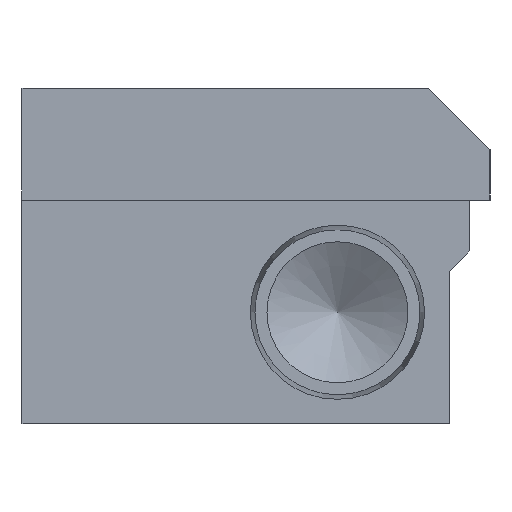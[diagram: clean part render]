
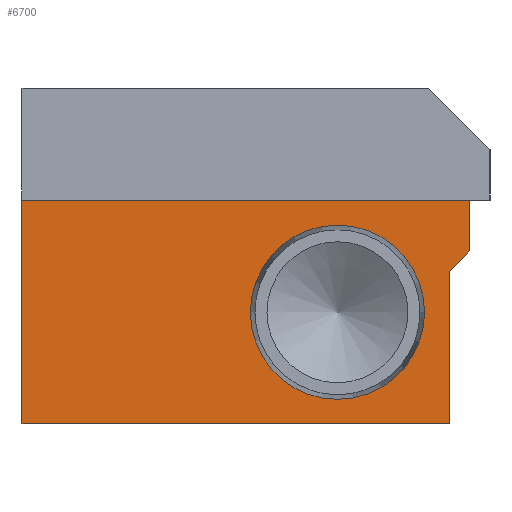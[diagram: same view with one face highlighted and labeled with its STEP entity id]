
A CAD part, left-side view. The second image highlights one B-rep face of the part: STEP entity #6700.
In plain terms, the highlighted planar face has unit normal (-1, 0, 0).
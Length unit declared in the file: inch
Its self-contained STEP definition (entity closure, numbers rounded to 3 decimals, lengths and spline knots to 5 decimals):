
#5882=CARTESIAN_POINT('',(-4.1513,1.40318,-0.3445));
#5883=VERTEX_POINT('',#5882);
#5884=CARTESIAN_POINT('',(-4.1513,1.67069,-0.3445));
#5885=DIRECTION('',(1.0,0.0,0.0));
#5886=DIRECTION('',(0.0,1.0,0.0));
#5887=AXIS2_PLACEMENT_3D('',#5884,#5885,#5886);
#5888=CIRCLE('',#5887,0.26751);
#5889=EDGE_CURVE('',#5883,#5883,#5888,.T.);
#6541=CARTESIAN_POINT('',(-4.1513,2.63969,-0.6875));
#6542=VERTEX_POINT('',#6541);
#6559=CARTESIAN_POINT('',(-4.1513,1.32769,-0.6875));
#6560=VERTEX_POINT('',#6559);
#6567=CARTESIAN_POINT('',(-4.1513,1.32769,-0.6875));
#6568=DIRECTION('',(0.0,1.0,0.0));
#6569=VECTOR('',#6568,1.312);
#6570=LINE('',#6567,#6569);
#6571=EDGE_CURVE('',#6560,#6542,#6570,.T.);
#6651=CARTESIAN_POINT('',(-4.1513,1.80444,-0.3445));
#6652=DIRECTION('',(-1.0,0.0,0.0));
#6653=DIRECTION('',(0.0,0.0,1.0));
#6654=AXIS2_PLACEMENT_3D('',#6651,#6652,#6653);
#6655=PLANE('',#6654);
#6656=CARTESIAN_POINT('',(-4.1513,1.26469,-0.15625));
#6657=VERTEX_POINT('',#6656);
#6658=CARTESIAN_POINT('',(-4.1513,1.32769,-0.21925));
#6659=VERTEX_POINT('',#6658);
#6660=CARTESIAN_POINT('',(-4.1513,1.26469,-0.15625));
#6661=DIRECTION('',(0.0,0.707,-0.707));
#6662=VECTOR('',#6661,0.0891);
#6663=LINE('',#6660,#6662);
#6664=EDGE_CURVE('',#6657,#6659,#6663,.T.);
#6665=ORIENTED_EDGE('',*,*,#6664,.F.);
#6666=CARTESIAN_POINT('',(-4.1513,1.26469,0.0));
#6667=VERTEX_POINT('',#6666);
#6668=CARTESIAN_POINT('',(-4.1513,1.26469,0.0));
#6669=DIRECTION('',(0.0,0.0,-1.0));
#6670=VECTOR('',#6669,0.15625);
#6671=LINE('',#6668,#6670);
#6672=EDGE_CURVE('',#6667,#6657,#6671,.T.);
#6673=ORIENTED_EDGE('',*,*,#6672,.F.);
#6674=CARTESIAN_POINT('',(-4.1513,2.63969,0.0));
#6675=VERTEX_POINT('',#6674);
#6676=CARTESIAN_POINT('',(-4.1513,2.63969,0.0));
#6677=DIRECTION('',(0.0,-1.0,0.0));
#6678=VECTOR('',#6677,1.375);
#6679=LINE('',#6676,#6678);
#6680=EDGE_CURVE('',#6675,#6667,#6679,.T.);
#6681=ORIENTED_EDGE('',*,*,#6680,.F.);
#6682=CARTESIAN_POINT('',(-4.1513,2.63969,-0.6875));
#6683=DIRECTION('',(0.0,0.0,1.0));
#6684=VECTOR('',#6683,0.6875);
#6685=LINE('',#6682,#6684);
#6686=EDGE_CURVE('',#6542,#6675,#6685,.T.);
#6687=ORIENTED_EDGE('',*,*,#6686,.F.);
#6688=ORIENTED_EDGE('',*,*,#6571,.F.);
#6689=CARTESIAN_POINT('',(-4.1513,1.32769,-0.21925));
#6690=DIRECTION('',(0.0,0.0,-1.0));
#6691=VECTOR('',#6690,0.46825);
#6692=LINE('',#6689,#6691);
#6693=EDGE_CURVE('',#6659,#6560,#6692,.T.);
#6694=ORIENTED_EDGE('',*,*,#6693,.F.);
#6695=EDGE_LOOP('',(#6665,#6673,#6681,#6687,#6688,#6694));
#6696=FACE_OUTER_BOUND('',#6695,.T.);
#6697=ORIENTED_EDGE('',*,*,#5889,.T.);
#6698=EDGE_LOOP('',(#6697));
#6699=FACE_BOUND('',#6698,.T.);
#6700=ADVANCED_FACE('',(#6696,#6699),#6655,.T.);
